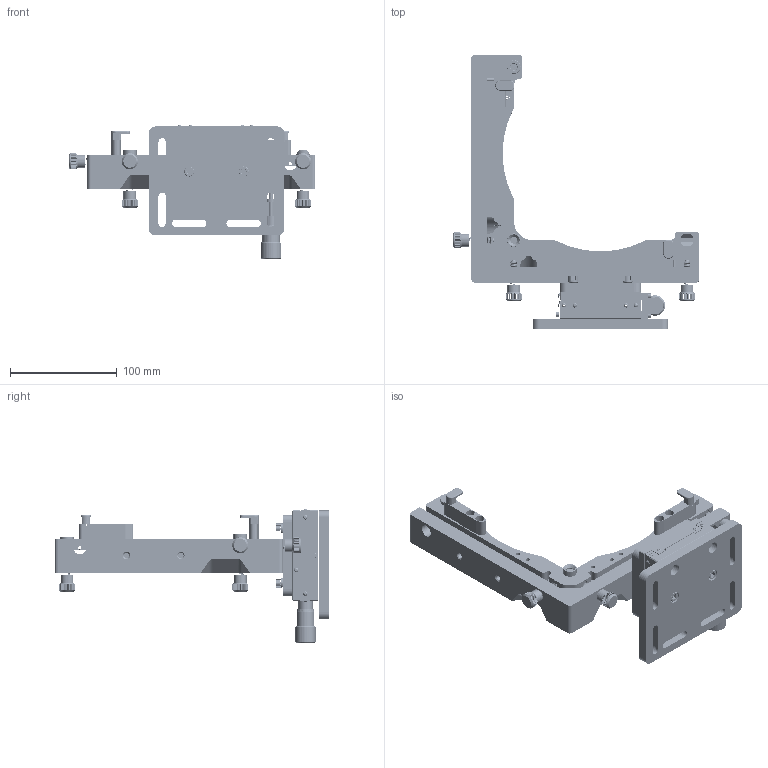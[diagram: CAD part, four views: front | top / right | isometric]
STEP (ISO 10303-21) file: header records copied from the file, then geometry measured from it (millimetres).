
FILE_DESCRIPTION (( 'STEP AP214' ), '1' );
FILE_NAME ('FP6-Z-H650_A.STEP', '2024-07-11T18:43:34', ( '' ), ( '' ), 'SwSTEP 2.0', 'SolidWorks 2022', '' );
FILE_SCHEMA (( 'AUTOMOTIVE_DESIGN' ));
Length unit declared in the file: inch
Products named in the file (1): FP6-Z-H650_A
Bounding box: 230.54 x 256.54 x 124.79 mm (x, y, z)
Surface area: 171212.7 mm2 (no closed solid volume)
Topology: 0 solids, 106 shells, 2956 faces, 11423 edges, 8161 vertices
Faces by surface type: cylinder 1694, plane 996, cone 170, bspline 62, sphere 18, torus 16
Entity records: 187822 total; most frequent: CARTESIAN_POINT 65722, ORIENTED_EDGE 17413, DIRECTION 15495, EDGE_CURVE 11403, VERTEX_POINT 8153, AXIS2_PLACEMENT_3D 5410, LINE 4675, VECTOR 4675
